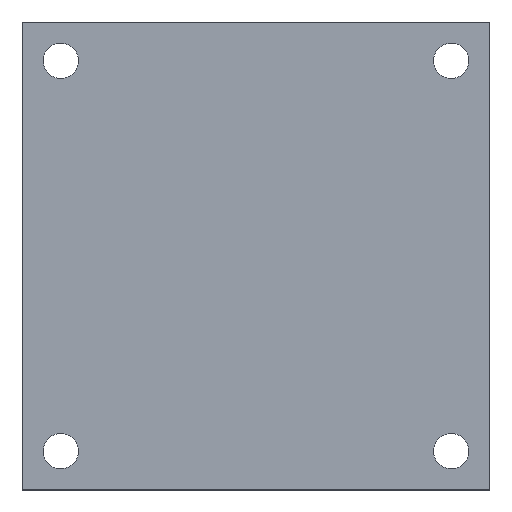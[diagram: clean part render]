
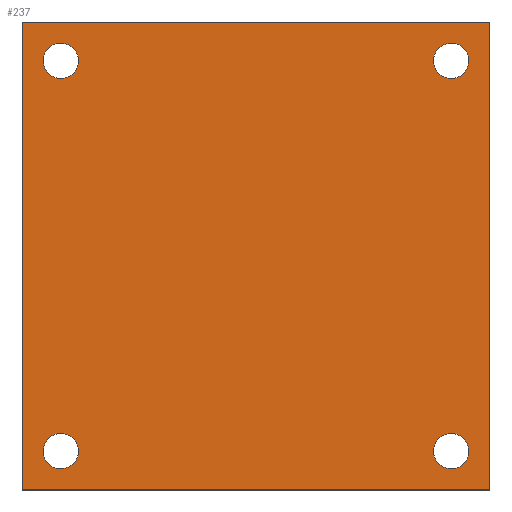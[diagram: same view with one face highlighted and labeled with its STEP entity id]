
A CAD part, top view. The second image highlights one B-rep face of the part: STEP entity #237.
In plain terms, the highlighted planar face has unit normal (0, 0, 1).
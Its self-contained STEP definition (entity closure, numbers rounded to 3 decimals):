
#26 = DIRECTION ( 'NONE',  ( -1., 0., 0. ) ) ;
#27 = DIRECTION ( 'NONE',  ( 1., 0., 0. ) ) ;
#33 = ORIENTED_EDGE ( 'NONE', *, *, #109, .F. ) ;
#34 = DIRECTION ( 'NONE',  ( 0., 0., 1. ) ) ;
#37 = CARTESIAN_POINT ( 'NONE',  ( -16.12, -17.72, 1.63 ) ) ;
#41 = AXIS2_PLACEMENT_3D ( 'NONE', #307, #431, #26 ) ;
#42 = ORIENTED_EDGE ( 'NONE', *, *, #230, .F. ) ;
#51 = DIRECTION ( 'NONE',  ( 0., 0., -1. ) ) ;
#59 = CARTESIAN_POINT ( 'NONE',  ( 16.12, 17.72, 1.63 ) ) ;
#61 = CARTESIAN_POINT ( 'NONE',  ( -17.72, 17.72, 1.63 ) ) ;
#63 = DIRECTION ( 'NONE',  ( 0., 1., 0. ) ) ;
#64 = EDGE_CURVE ( 'NONE', #232, #332, #437, .T. ) ;
#66 = AXIS2_PLACEMENT_3D ( 'NONE', #394, #34, #364 ) ;
#70 = DIRECTION ( 'NONE',  ( 0., 0., 1. ) ) ;
#73 = CARTESIAN_POINT ( 'NONE',  ( 17.72, 17.72, 1.63 ) ) ;
#83 = CARTESIAN_POINT ( 'NONE',  ( 19.32, -17.72, 1.63 ) ) ;
#85 = AXIS2_PLACEMENT_3D ( 'NONE', #387, #432, #205 ) ;
#86 = FACE_BOUND ( 'NONE', #224, .T. ) ;
#87 = ORIENTED_EDGE ( 'NONE', *, *, #443, .F. ) ;
#90 = FACE_BOUND ( 'NONE', #229, .T. ) ;
#94 = CARTESIAN_POINT ( 'NONE',  ( -21.24, -21.24, 1.63 ) ) ;
#101 = VECTOR ( 'NONE', #289, 1000. ) ;
#105 = LINE ( 'NONE', #94, #212 ) ;
#109 = EDGE_CURVE ( 'NONE', #305, #416, #461, .T. ) ;
#110 = CARTESIAN_POINT ( 'NONE',  ( -17.72, -17.72, 1.63 ) ) ;
#118 = CARTESIAN_POINT ( 'NONE',  ( -16.12, 17.72, 1.63 ) ) ;
#122 = VERTEX_POINT ( 'NONE', #169 ) ;
#124 = DIRECTION ( 'NONE',  ( -1., 0., 0. ) ) ;
#125 = VECTOR ( 'NONE', #245, 1000. ) ;
#136 = CARTESIAN_POINT ( 'NONE',  ( 21.24, -21.24, 1.63 ) ) ;
#140 = LINE ( 'NONE', #136, #204 ) ;
#141 = DIRECTION ( 'NONE',  ( 0., 0., 1. ) ) ;
#146 = VERTEX_POINT ( 'NONE', #37 ) ;
#152 = DIRECTION ( 'NONE',  ( -1., 0., 0. ) ) ;
#153 = EDGE_CURVE ( 'NONE', #334, #122, #226, .T. ) ;
#157 = EDGE_CURVE ( 'NONE', #416, #305, #402, .T. ) ;
#158 = EDGE_LOOP ( 'NONE', ( #444, #199, #234, #163 ) ) ;
#159 = CARTESIAN_POINT ( 'NONE',  ( 21.24, 21.24, 1.63 ) ) ;
#163 = ORIENTED_EDGE ( 'NONE', *, *, #362, .T. ) ;
#169 = CARTESIAN_POINT ( 'NONE',  ( 16.12, -17.72, 1.63 ) ) ;
#187 = ORIENTED_EDGE ( 'NONE', *, *, #153, .F. ) ;
#192 = VERTEX_POINT ( 'NONE', #215 ) ;
#196 = FACE_BOUND ( 'NONE', #413, .T. ) ;
#198 = CARTESIAN_POINT ( 'NONE',  ( 21.24, -21.24, 1.63 ) ) ;
#199 = ORIENTED_EDGE ( 'NONE', *, *, #252, .T. ) ;
#204 = VECTOR ( 'NONE', #63, 1000. ) ;
#205 = DIRECTION ( 'NONE',  ( -1., 0., 0. ) ) ;
#212 = VECTOR ( 'NONE', #221, 1000. ) ;
#213 = EDGE_LOOP ( 'NONE', ( #354, #87 ) ) ;
#214 = DIRECTION ( 'NONE',  ( 0., 0., 1. ) ) ;
#215 = CARTESIAN_POINT ( 'NONE',  ( -21.24, -21.24, 1.63 ) ) ;
#216 = LINE ( 'NONE', #398, #101 ) ;
#217 = CARTESIAN_POINT ( 'NONE',  ( 17.72, -17.72, 1.63 ) ) ;
#221 = DIRECTION ( 'NONE',  ( 1., 0., 0. ) ) ;
#224 = EDGE_LOOP ( 'NONE', ( #481, #42 ) ) ;
#226 = CIRCLE ( 'NONE', #410, 1.6 ) ;
#228 = VERTEX_POINT ( 'NONE', #298 ) ;
#229 = EDGE_LOOP ( 'NONE', ( #33, #380 ) ) ;
#230 = EDGE_CURVE ( 'NONE', #146, #420, #439, .T. ) ;
#232 = VERTEX_POINT ( 'NONE', #373 ) ;
#234 = ORIENTED_EDGE ( 'NONE', *, *, #407, .T. ) ;
#236 = FACE_BOUND ( 'NONE', #213, .T. ) ;
#237 = ADVANCED_FACE ( 'NONE', ( #418, #90, #196, #86, #236 ), #278, .F. ) ;
#245 = DIRECTION ( 'NONE',  ( -1., 0., 0. ) ) ;
#247 = CARTESIAN_POINT ( 'NONE',  ( -19.32, -17.72, 1.63 ) ) ;
#250 = AXIS2_PLACEMENT_3D ( 'NONE', #389, #396, #27 ) ;
#251 = DIRECTION ( 'NONE',  ( -1., 0., 0. ) ) ;
#252 = EDGE_CURVE ( 'NONE', #342, #228, #388, .T. ) ;
#257 = DIRECTION ( 'NONE',  ( 0., 0., 1. ) ) ;
#260 = ORIENTED_EDGE ( 'NONE', *, *, #348, .F. ) ;
#276 = CIRCLE ( 'NONE', #338, 1.6 ) ;
#278 = PLANE ( 'NONE',  #405 ) ;
#286 = AXIS2_PLACEMENT_3D ( 'NONE', #110, #141, #440 ) ;
#287 = VERTEX_POINT ( 'NONE', #198 ) ;
#289 = DIRECTION ( 'NONE',  ( 0., -1., 0. ) ) ;
#298 = CARTESIAN_POINT ( 'NONE',  ( -21.24, 21.24, 1.63 ) ) ;
#305 = VERTEX_POINT ( 'NONE', #59 ) ;
#307 = CARTESIAN_POINT ( 'NONE',  ( 17.72, -17.72, 1.63 ) ) ;
#332 = VERTEX_POINT ( 'NONE', #118 ) ;
#334 = VERTEX_POINT ( 'NONE', #83 ) ;
#338 = AXIS2_PLACEMENT_3D ( 'NONE', #61, #214, #251 ) ;
#342 = VERTEX_POINT ( 'NONE', #159 ) ;
#348 = EDGE_CURVE ( 'NONE', #122, #334, #382, .T. ) ;
#353 = CARTESIAN_POINT ( 'NONE',  ( -21.24, 21.24, 1.63 ) ) ;
#354 = ORIENTED_EDGE ( 'NONE', *, *, #64, .F. ) ;
#361 = CIRCLE ( 'NONE', #66, 1.6 ) ;
#362 = EDGE_CURVE ( 'NONE', #192, #287, #105, .T. ) ;
#364 = DIRECTION ( 'NONE',  ( 1., 0., 0. ) ) ;
#367 = DIRECTION ( 'NONE',  ( 1., 0., 0. ) ) ;
#373 = CARTESIAN_POINT ( 'NONE',  ( -19.32, 17.72, 1.63 ) ) ;
#380 = ORIENTED_EDGE ( 'NONE', *, *, #157, .F. ) ;
#382 = CIRCLE ( 'NONE', #41, 1.6 ) ;
#384 = CARTESIAN_POINT ( 'NONE',  ( 0., 0., 1.63 ) ) ;
#387 = CARTESIAN_POINT ( 'NONE',  ( -17.72, 17.72, 1.63 ) ) ;
#388 = LINE ( 'NONE', #353, #125 ) ;
#389 = CARTESIAN_POINT ( 'NONE',  ( 17.72, 17.72, 1.63 ) ) ;
#394 = CARTESIAN_POINT ( 'NONE',  ( -17.72, -17.72, 1.63 ) ) ;
#396 = DIRECTION ( 'NONE',  ( 0., 0., 1. ) ) ;
#398 = CARTESIAN_POINT ( 'NONE',  ( -21.24, -21.24, 1.63 ) ) ;
#402 = CIRCLE ( 'NONE', #427, 1.6 ) ;
#405 = AXIS2_PLACEMENT_3D ( 'NONE', #384, #51, #124 ) ;
#407 = EDGE_CURVE ( 'NONE', #228, #192, #216, .T. ) ;
#410 = AXIS2_PLACEMENT_3D ( 'NONE', #217, #257, #152 ) ;
#413 = EDGE_LOOP ( 'NONE', ( #260, #187 ) ) ;
#416 = VERTEX_POINT ( 'NONE', #470 ) ;
#418 = FACE_OUTER_BOUND ( 'NONE', #158, .T. ) ;
#420 = VERTEX_POINT ( 'NONE', #247 ) ;
#426 = EDGE_CURVE ( 'NONE', #420, #146, #361, .T. ) ;
#427 = AXIS2_PLACEMENT_3D ( 'NONE', #73, #70, #367 ) ;
#431 = DIRECTION ( 'NONE',  ( 0., 0., 1. ) ) ;
#432 = DIRECTION ( 'NONE',  ( 0., 0., 1. ) ) ;
#437 = CIRCLE ( 'NONE', #85, 1.6 ) ;
#439 = CIRCLE ( 'NONE', #286, 1.6 ) ;
#440 = DIRECTION ( 'NONE',  ( 1., 0., 0. ) ) ;
#443 = EDGE_CURVE ( 'NONE', #332, #232, #276, .T. ) ;
#444 = ORIENTED_EDGE ( 'NONE', *, *, #483, .T. ) ;
#461 = CIRCLE ( 'NONE', #250, 1.6 ) ;
#470 = CARTESIAN_POINT ( 'NONE',  ( 19.32, 17.72, 1.63 ) ) ;
#481 = ORIENTED_EDGE ( 'NONE', *, *, #426, .F. ) ;
#483 = EDGE_CURVE ( 'NONE', #287, #342, #140, .T. ) ;
